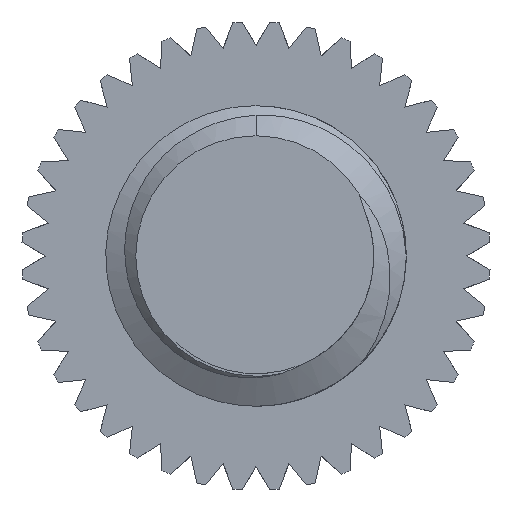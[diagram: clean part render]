
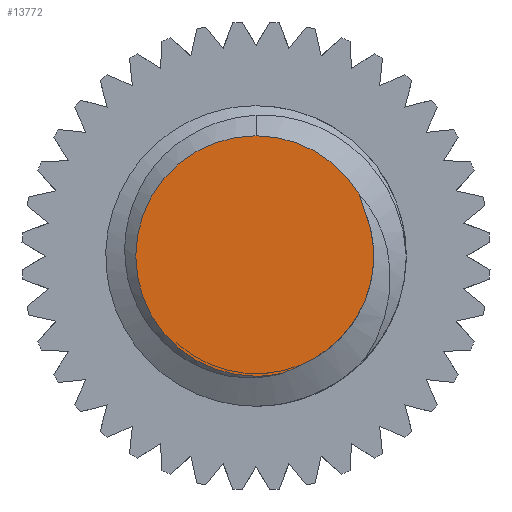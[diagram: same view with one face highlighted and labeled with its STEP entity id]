
A CAD part, front view. The second image highlights one B-rep face of the part: STEP entity #13772.
In plain terms, the highlighted planar face has unit normal (0, -1, 0).
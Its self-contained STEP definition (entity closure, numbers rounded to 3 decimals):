
#20 = B_SPLINE_CURVE_WITH_KNOTS ( 'NONE', 3,
 ( #16081, #4872, #9853, #14858 ),
 .UNSPECIFIED., .F., .F.,
 ( 4, 4 ),
 ( 0., 0. ),
 .UNSPECIFIED. ) ;
#175 = VERTEX_POINT ( 'NONE', #6021 ) ;
#182 = VERTEX_POINT ( 'NONE', #4789 ) ;
#203 = EDGE_CURVE ( 'NONE', #13633, #182, #20, .T. ) ;
#326 = ORIENTED_EDGE ( 'NONE', *, *, #4077, .T. ) ;
#1422 = VERTEX_POINT ( 'NONE', #4762 ) ;
#3038 = CARTESIAN_POINT ( 'NONE',  ( 1., 0., 0. ) ) ;
#3683 = DIRECTION ( 'NONE',  ( 0., -1., 0. ) ) ;
#4077 = EDGE_CURVE ( 'NONE', #175, #13633, #12206, .T. ) ;
#4403 = CIRCLE ( 'NONE', #14324, 0.8 ) ;
#4670 = PLANE ( 'NONE',  #12737 ) ;
#4682 = DIRECTION ( 'NONE',  ( 0., 0., -1. ) ) ;
#4762 = CARTESIAN_POINT ( 'NONE',  ( 0.686, 0., 0.412 ) ) ;
#4789 = CARTESIAN_POINT ( 'NONE',  ( 0.294, 0., -0.726 ) ) ;
#4872 = CARTESIAN_POINT ( 'NONE',  ( 0.223, 0., -0.764 ) ) ;
#4906 = B_SPLINE_CURVE_WITH_KNOTS ( 'NONE', 3,
 ( #12808, #10506, #7981, #12962, #5381, #11808, #6832, #9361 ),
 .UNSPECIFIED., .F., .F.,
 ( 4, 2, 2, 4 ),
 ( 0., 0.001, 0.001, 0.001 ),
 .UNSPECIFIED. ) ;
#4926 = DIRECTION ( 'NONE',  ( 0., -1., 0. ) ) ;
#5309 = CARTESIAN_POINT ( 'NONE',  ( 0., 0., 0. ) ) ;
#5381 = CARTESIAN_POINT ( 'NONE',  ( 0.784, 0., -0.102 ) ) ;
#5409 = DIRECTION ( 'NONE',  ( 0., -1., 0. ) ) ;
#5438 = AXIS2_PLACEMENT_3D ( 'NONE', #5643, #5409, #11763 ) ;
#5643 = CARTESIAN_POINT ( 'NONE',  ( 0., 0., 0. ) ) ;
#5907 = FACE_OUTER_BOUND ( 'NONE', #6054, .T. ) ;
#6021 = CARTESIAN_POINT ( 'NONE',  ( 0., 0., -0.8 ) ) ;
#6054 = EDGE_LOOP ( 'NONE', ( #11441, #12704, #15272, #7457, #326, #15170 ) ) ;
#6474 = CIRCLE ( 'NONE', #5438, 0.8 ) ;
#6797 = DIRECTION ( 'NONE',  ( 0., -1., 0. ) ) ;
#6832 = CARTESIAN_POINT ( 'NONE',  ( 0.763, 0., 0.208 ) ) ;
#7293 = CARTESIAN_POINT ( 'NONE',  ( 0.7, 0., 0.377 ) ) ;
#7457 = ORIENTED_EDGE ( 'NONE', *, *, #14229, .T. ) ;
#7981 = CARTESIAN_POINT ( 'NONE',  ( 0.644, 0., -0.491 ) ) ;
#8515 = CARTESIAN_POINT ( 'NONE',  ( 0.722, 0., 0.304 ) ) ;
#9361 = CARTESIAN_POINT ( 'NONE',  ( 0.722, 0., 0.304 ) ) ;
#9853 = CARTESIAN_POINT ( 'NONE',  ( 0.259, 0., -0.746 ) ) ;
#10506 = CARTESIAN_POINT ( 'NONE',  ( 0.487, 0., -0.648 ) ) ;
#10785 = VERTEX_POINT ( 'NONE', #14389 ) ;
#11340 = EDGE_CURVE ( 'NONE', #182, #10785, #4906, .T. ) ;
#11441 = ORIENTED_EDGE ( 'NONE', *, *, #11340, .T. ) ;
#11494 = CARTESIAN_POINT ( 'NONE',  ( 0., 0., 0.8 ) ) ;
#11763 = DIRECTION ( 'NONE',  ( 0., 0., -1. ) ) ;
#11808 = CARTESIAN_POINT ( 'NONE',  ( 0.783, 0., 0.105 ) ) ;
#12152 = EDGE_CURVE ( 'NONE', #1422, #15935, #6474, .T. ) ;
#12206 = CIRCLE ( 'NONE', #14578, 0.8 ) ;
#12349 = CARTESIAN_POINT ( 'NONE',  ( 0.686, 0., 0.412 ) ) ;
#12704 = ORIENTED_EDGE ( 'NONE', *, *, #14365, .T. ) ;
#12737 = AXIS2_PLACEMENT_3D ( 'NONE', #3038, #6797, #13500 ) ;
#12808 = CARTESIAN_POINT ( 'NONE',  ( 0.294, 0., -0.726 ) ) ;
#12962 = CARTESIAN_POINT ( 'NONE',  ( 0.763, 0., -0.206 ) ) ;
#13270 = B_SPLINE_CURVE_WITH_KNOTS ( 'NONE', 3,
 ( #8515, #13510, #7293, #12349 ),
 .UNSPECIFIED., .F., .F.,
 ( 4, 4 ),
 ( 0., 0. ),
 .UNSPECIFIED. ) ;
#13500 = DIRECTION ( 'NONE',  ( 0., 0., -1. ) ) ;
#13510 = CARTESIAN_POINT ( 'NONE',  ( 0.713, 0., 0.341 ) ) ;
#13633 = VERTEX_POINT ( 'NONE', #15092 ) ;
#13772 = ADVANCED_FACE ( 'NONE', ( #5907 ), #4670, .T. ) ;
#13901 = DIRECTION ( 'NONE',  ( 0., 0., -1. ) ) ;
#14229 = EDGE_CURVE ( 'NONE', #15935, #175, #4403, .T. ) ;
#14324 = AXIS2_PLACEMENT_3D ( 'NONE', #16134, #4926, #4682 ) ;
#14365 = EDGE_CURVE ( 'NONE', #10785, #1422, #13270, .T. ) ;
#14389 = CARTESIAN_POINT ( 'NONE',  ( 0.722, 0., 0.304 ) ) ;
#14578 = AXIS2_PLACEMENT_3D ( 'NONE', #5309, #3683, #13901 ) ;
#14858 = CARTESIAN_POINT ( 'NONE',  ( 0.294, 0., -0.726 ) ) ;
#15092 = CARTESIAN_POINT ( 'NONE',  ( 0.186, 0., -0.778 ) ) ;
#15170 = ORIENTED_EDGE ( 'NONE', *, *, #203, .T. ) ;
#15272 = ORIENTED_EDGE ( 'NONE', *, *, #12152, .T. ) ;
#15935 = VERTEX_POINT ( 'NONE', #11494 ) ;
#16081 = CARTESIAN_POINT ( 'NONE',  ( 0.186, 0., -0.778 ) ) ;
#16134 = CARTESIAN_POINT ( 'NONE',  ( 0., 0., 0. ) ) ;
